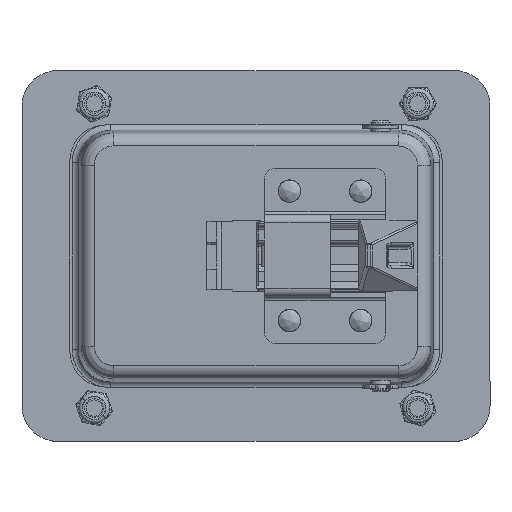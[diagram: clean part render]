
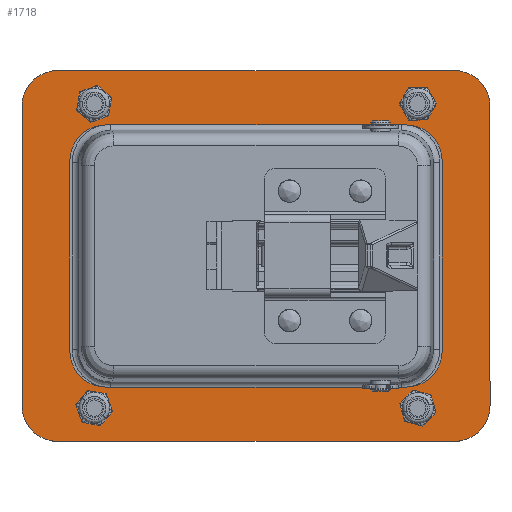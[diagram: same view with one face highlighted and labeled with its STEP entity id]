
A CAD part, top view. The second image highlights one B-rep face of the part: STEP entity #1718.
In plain terms, the highlighted planar face has unit normal (0, 0, 1).
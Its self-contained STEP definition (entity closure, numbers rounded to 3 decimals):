
#1718=ADVANCED_FACE('',(#3011,#3012,#3013,#3014,#3015,#3016),#3017,.F.);
#3011=FACE_OUTER_BOUND('',#5739,.T.);
#3012=FACE_BOUND('',#5740,.T.);
#3013=FACE_BOUND('',#5741,.T.);
#3014=FACE_BOUND('',#5742,.T.);
#3015=FACE_BOUND('',#5743,.T.);
#3016=FACE_BOUND('',#5744,.T.);
#3017=PLANE('',#5745);
#5739=EDGE_LOOP('',(#17401,#17402,#17403,#17404,#17405,#17406,#17407,#17408));
#5740=EDGE_LOOP('',(#17409,#17410,#17411,#17412,#17413,#17414,#17415,#17416));
#5741=EDGE_LOOP('',(#17417));
#5742=EDGE_LOOP('',(#17418));
#5743=EDGE_LOOP('',(#17419));
#5744=EDGE_LOOP('',(#17420));
#5745=AXIS2_PLACEMENT_3D('',#17421,#17422,#17423);
#17401=ORIENTED_EDGE('',*,*,#22583,.F.);
#17402=ORIENTED_EDGE('',*,*,#22628,.F.);
#17403=ORIENTED_EDGE('',*,*,#22629,.F.);
#17404=ORIENTED_EDGE('',*,*,#22630,.F.);
#17405=ORIENTED_EDGE('',*,*,#22631,.F.);
#17406=ORIENTED_EDGE('',*,*,#22632,.F.);
#17407=ORIENTED_EDGE('',*,*,#22575,.F.);
#17408=ORIENTED_EDGE('',*,*,#22604,.F.);
#17409=ORIENTED_EDGE('',*,*,#22624,.F.);
#17410=ORIENTED_EDGE('',*,*,#22627,.F.);
#17411=ORIENTED_EDGE('',*,*,#22566,.F.);
#17412=ORIENTED_EDGE('',*,*,#22561,.F.);
#17413=ORIENTED_EDGE('',*,*,#22564,.F.);
#17414=ORIENTED_EDGE('',*,*,#22600,.F.);
#17415=ORIENTED_EDGE('',*,*,#22603,.F.);
#17416=ORIENTED_EDGE('',*,*,#22626,.F.);
#17417=ORIENTED_EDGE('',*,*,#22569,.F.);
#17418=ORIENTED_EDGE('',*,*,#22571,.F.);
#17419=ORIENTED_EDGE('',*,*,#22633,.F.);
#17420=ORIENTED_EDGE('',*,*,#22573,.F.);
#17421=CARTESIAN_POINT('',(-72.3,-57.3,1.5));
#17422=DIRECTION('',(0.0,0.0,-1.0));
#17423=DIRECTION('',(0.0,-1.0,0.0));
#22561=EDGE_CURVE('',#25261,#25263,#25264,.T.);
#22564=EDGE_CURVE('',#25266,#25261,#25269,.T.);
#22566=EDGE_CURVE('',#25263,#25271,#25272,.T.);
#22569=EDGE_CURVE('',#25276,#25276,#25277,.T.);
#22571=EDGE_CURVE('',#25280,#25280,#25281,.T.);
#22573=EDGE_CURVE('',#25284,#25284,#25285,.T.);
#22575=EDGE_CURVE('',#25288,#25289,#25290,.T.);
#22583=EDGE_CURVE('',#25304,#25305,#25306,.T.);
#22600=EDGE_CURVE('',#25336,#25266,#25337,.T.);
#22603=EDGE_CURVE('',#25339,#25336,#25341,.T.);
#22604=EDGE_CURVE('',#25305,#25288,#25342,.T.);
#22624=EDGE_CURVE('',#25371,#25373,#25374,.T.);
#22626=EDGE_CURVE('',#25373,#25339,#25376,.T.);
#22627=EDGE_CURVE('',#25271,#25371,#25377,.T.);
#22628=EDGE_CURVE('',#25378,#25304,#25379,.T.);
#22629=EDGE_CURVE('',#25380,#25378,#25381,.T.);
#22630=EDGE_CURVE('',#25382,#25380,#25383,.T.);
#22631=EDGE_CURVE('',#25384,#25382,#25385,.T.);
#22632=EDGE_CURVE('',#25289,#25384,#25386,.T.);
#22633=EDGE_CURVE('',#25387,#25387,#25388,.T.);
#25261=VERTEX_POINT('',#29962);
#25263=VERTEX_POINT('',#29965);
#25264=LINE('',#29966,#29967);
#25266=VERTEX_POINT('',#29970);
#25269=CIRCLE('',#29974,11.);
#25271=VERTEX_POINT('',#29976);
#25272=CIRCLE('',#29977,11.);
#25276=VERTEX_POINT('',#29982);
#25277=CIRCLE('',#29983,3.5);
#25280=VERTEX_POINT('',#29986);
#25281=CIRCLE('',#29987,3.5);
#25284=VERTEX_POINT('',#29990);
#25285=CIRCLE('',#29991,3.5);
#25288=VERTEX_POINT('',#29994);
#25289=VERTEX_POINT('',#29995);
#25290=CIRCLE('',#29996,11.);
#25304=VERTEX_POINT('',#30016);
#25305=VERTEX_POINT('',#30017);
#25306=CIRCLE('',#30018,11.);
#25336=VERTEX_POINT('',#30056);
#25337=LINE('',#30057,#30058);
#25339=VERTEX_POINT('',#30061);
#25341=CIRCLE('',#30064,11.);
#25342=LINE('',#30065,#30066);
#25371=VERTEX_POINT('',#30107);
#25373=VERTEX_POINT('',#30110);
#25374=CIRCLE('',#30111,11.);
#25376=LINE('',#30114,#30115);
#25377=LINE('',#30116,#30117);
#25378=VERTEX_POINT('',#30118);
#25379=LINE('',#30119,#30120);
#25380=VERTEX_POINT('',#30121);
#25381=CIRCLE('',#30122,11.);
#25382=VERTEX_POINT('',#30123);
#25383=LINE('',#30124,#30125);
#25384=VERTEX_POINT('',#30126);
#25385=CIRCLE('',#30127,11.);
#25386=LINE('',#30128,#30129);
#25387=VERTEX_POINT('',#30130);
#25388=CIRCLE('',#30131,3.5);
#29962=CARTESIAN_POINT('',(-57.5,29.5,1.5));
#29965=CARTESIAN_POINT('',(-57.5,-29.5,1.5));
#29966=CARTESIAN_POINT('',(-57.5,-57.3,1.5));
#29967=VECTOR('',#39098,1.0);
#29970=CARTESIAN_POINT('',(-46.5,40.5,1.5));
#29974=AXIS2_PLACEMENT_3D('',#39101,#39102,#39103);
#29976=CARTESIAN_POINT('',(-46.5,-40.5,1.5));
#29977=AXIS2_PLACEMENT_3D('',#39107,#39108,#39109);
#29982=CARTESIAN_POINT('',(-46.5,47.0,1.5));
#29983=AXIS2_PLACEMENT_3D('',#39114,#39115,#39116);
#29986=CARTESIAN_POINT('',(53.5,47.0,1.5));
#29987=AXIS2_PLACEMENT_3D('',#39120,#39121,#39122);
#29990=CARTESIAN_POINT('',(-46.5,-47.,1.5));
#29991=AXIS2_PLACEMENT_3D('',#39126,#39127,#39128);
#29994=CARTESIAN_POINT('',(61.3,57.3,1.5));
#29995=CARTESIAN_POINT('',(72.3,46.3,1.5));
#29996=AXIS2_PLACEMENT_3D('',#39132,#39133,#39134);
#30016=CARTESIAN_POINT('',(-72.3,46.3,1.5));
#30017=CARTESIAN_POINT('',(-61.3,57.3,1.5));
#30018=AXIS2_PLACEMENT_3D('',#39144,#39145,#39146);
#30056=CARTESIAN_POINT('',(46.5,40.5,1.5));
#30057=CARTESIAN_POINT('',(-72.3,40.5,1.5));
#30058=VECTOR('',#39179,1.0);
#30061=CARTESIAN_POINT('',(57.5,29.5,1.5));
#30064=AXIS2_PLACEMENT_3D('',#39182,#39183,#39184);
#30065=CARTESIAN_POINT('',(-72.3,57.3,1.5));
#30066=VECTOR('',#39185,1.0);
#30107=CARTESIAN_POINT('',(46.5,-40.5,1.5));
#30110=CARTESIAN_POINT('',(57.5,-29.5,1.5));
#30111=AXIS2_PLACEMENT_3D('',#39217,#39218,#39219);
#30114=CARTESIAN_POINT('',(57.5,-57.3,1.5));
#30115=VECTOR('',#39221,1.0);
#30116=CARTESIAN_POINT('',(-72.3,-40.5,1.5));
#30117=VECTOR('',#39222,1.0);
#30118=CARTESIAN_POINT('',(-72.3,-46.3,1.5));
#30119=CARTESIAN_POINT('',(-72.3,-57.3,1.5));
#30120=VECTOR('',#39223,1.0);
#30121=CARTESIAN_POINT('',(-61.3,-57.3,1.5));
#30122=AXIS2_PLACEMENT_3D('',#39224,#39225,#39226);
#30123=CARTESIAN_POINT('',(61.3,-57.3,1.5));
#30124=CARTESIAN_POINT('',(-72.3,-57.3,1.5));
#30125=VECTOR('',#39227,1.0);
#30126=CARTESIAN_POINT('',(72.3,-46.3,1.5));
#30127=AXIS2_PLACEMENT_3D('',#39228,#39229,#39230);
#30128=CARTESIAN_POINT('',(72.3,-57.3,1.5));
#30129=VECTOR('',#39231,1.0);
#30130=CARTESIAN_POINT('',(53.5,-47.,1.5));
#30131=AXIS2_PLACEMENT_3D('',#39232,#39233,#39234);
#39098=DIRECTION('',(0.0,-1.0,0.0));
#39101=CARTESIAN_POINT('',(-46.5,29.5,1.5));
#39102=DIRECTION('',(0.0,0.0,1.0));
#39103=DIRECTION('',(-1.0,0.0,0.0));
#39107=CARTESIAN_POINT('',(-46.5,-29.5,1.5));
#39108=DIRECTION('',(0.0,0.0,1.0));
#39109=DIRECTION('',(-1.0,0.0,0.0));
#39114=CARTESIAN_POINT('',(-50.0,47.0,1.5));
#39115=DIRECTION('',(0.0,0.0,1.0));
#39116=DIRECTION('',(-1.0,0.0,0.0));
#39120=CARTESIAN_POINT('',(50.,47.0,1.5));
#39121=DIRECTION('',(0.0,0.0,1.0));
#39122=DIRECTION('',(-1.0,0.0,0.0));
#39126=CARTESIAN_POINT('',(-50.0,-47.,1.5));
#39127=DIRECTION('',(0.0,0.0,1.0));
#39128=DIRECTION('',(-1.0,0.0,0.0));
#39132=CARTESIAN_POINT('',(61.3,46.3,1.5));
#39133=DIRECTION('',(0.0,0.0,-1.0));
#39134=DIRECTION('',(1.0,0.0,0.0));
#39144=CARTESIAN_POINT('',(-61.3,46.3,1.5));
#39145=DIRECTION('',(0.0,0.0,-1.0));
#39146=DIRECTION('',(1.0,0.0,0.0));
#39179=DIRECTION('',(-1.0,0.0,0.0));
#39182=CARTESIAN_POINT('',(46.5,29.5,1.5));
#39183=DIRECTION('',(0.0,0.0,1.0));
#39184=DIRECTION('',(-1.0,0.0,0.0));
#39185=DIRECTION('',(1.0,0.0,0.0));
#39217=CARTESIAN_POINT('',(46.5,-29.5,1.5));
#39218=DIRECTION('',(0.0,0.0,1.0));
#39219=DIRECTION('',(-1.0,0.0,0.0));
#39221=DIRECTION('',(0.0,1.0,0.0));
#39222=DIRECTION('',(1.0,0.0,0.0));
#39223=DIRECTION('',(0.0,1.0,0.0));
#39224=CARTESIAN_POINT('',(-61.3,-46.3,1.5));
#39225=DIRECTION('',(0.0,0.0,-1.0));
#39226=DIRECTION('',(1.0,0.0,0.0));
#39227=DIRECTION('',(-1.0,0.0,0.0));
#39228=CARTESIAN_POINT('',(61.3,-46.3,1.5));
#39229=DIRECTION('',(0.0,0.0,-1.0));
#39230=DIRECTION('',(1.0,0.0,0.0));
#39231=DIRECTION('',(0.0,-1.0,0.0));
#39232=CARTESIAN_POINT('',(50.,-47.,1.5));
#39233=DIRECTION('',(0.0,0.0,1.0));
#39234=DIRECTION('',(-1.0,0.0,0.0));
